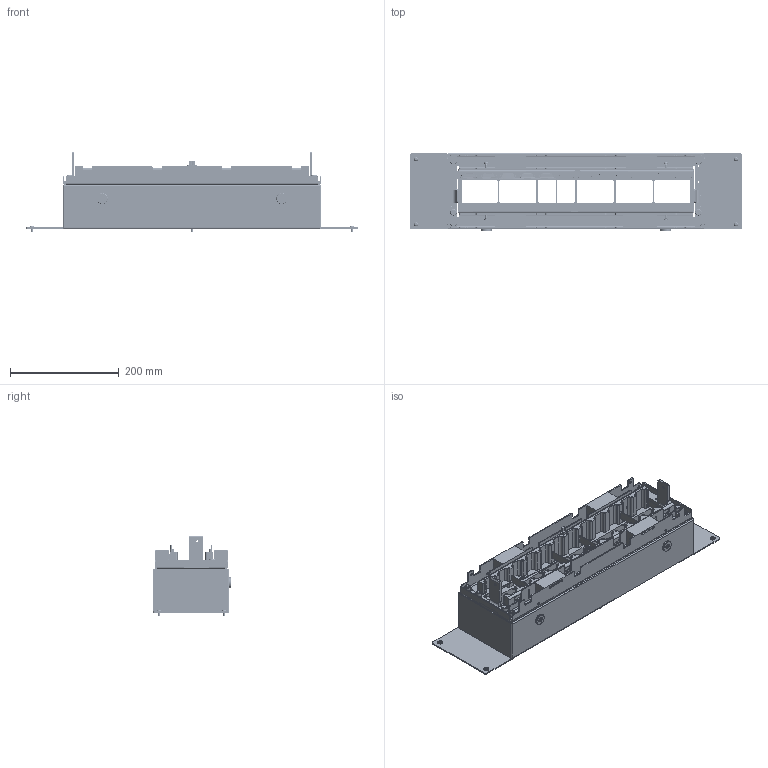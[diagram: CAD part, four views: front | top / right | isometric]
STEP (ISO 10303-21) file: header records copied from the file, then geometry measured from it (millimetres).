
FILE_DESCRIPTION (( 'STEP AP214' ), '1' );
FILE_NAME ('INGUN_112359.STEP', '2021-08-24T06:29:54', ( '' ), ( '' ), 'SwSTEP 2.0', 'SolidWorks 2018', '' );
FILE_SCHEMA (( 'AUTOMOTIVE_DESIGN' ));
Length unit declared in the file: millimetre
Products named in the file (9): 111864~0_S; DIN934~n_M04,0; INGUN_112359; DIN125~n_04,3 M04,0; 112323~2_S; 111819~0_S; 112313~0_S; ISO7380~n_M04,0x010; DIN7991~n_M04,0x010 VA
Assembly tree (23 placements, depth 3):
  INGUN_112359
    111864~0_S
      112323~2_S
      DIN125~n_04,3 M04,0  x8
      ISO7380~n_M04,0x010  x6
      112313~0_S  x2
      DIN7991~n_M04,0x010 VA  x2
      DIN934~n_M04,0  x2
    111819~0_S
Bounding box: 610 x 143.1 x 148.7 mm (x, y, z)
Volume: 1479360.2 mm3; surface area: 677096.7 mm2
Topology: 30 solids, 101 shells, 8873 faces, 24357 edges, 15929 vertices
Faces by surface type: plane 6943, cylinder 1242, bspline 480, cone 196, torus 12
Entity records: 372086 total; most frequent: CARTESIAN_POINT 61590, ORIENTED_EDGE 47050, DIRECTION 41482, EDGE_CURVE 23525, LINE 19692, VECTOR 19692, VERTEX_POINT 15545, AXIS2_PLACEMENT_3D 10895
